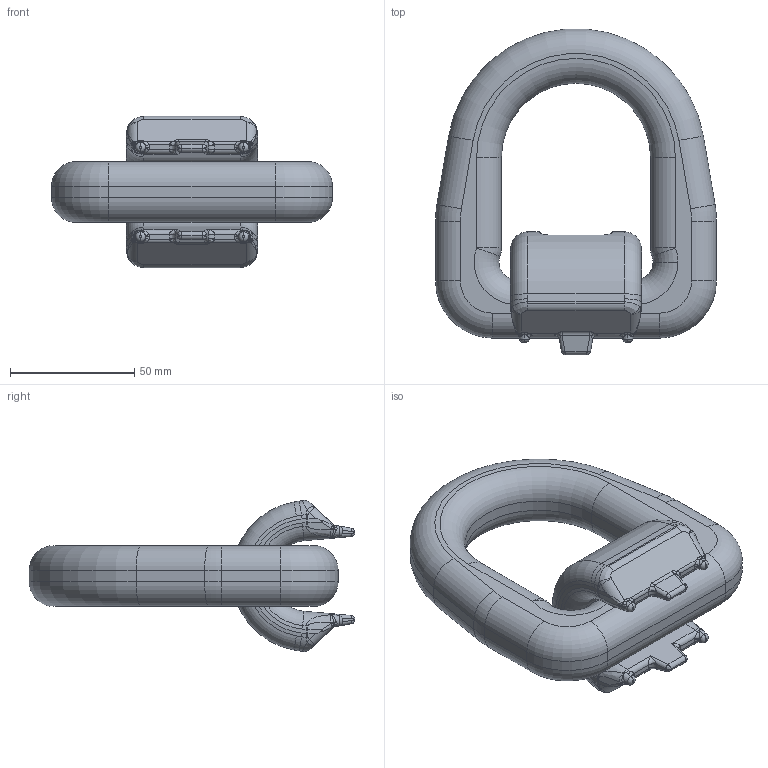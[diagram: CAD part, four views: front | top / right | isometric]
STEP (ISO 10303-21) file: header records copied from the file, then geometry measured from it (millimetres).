
FILE_DESCRIPTION (( 'STEP AP203' ), '1' );
FILE_NAME ('Baugr_APAS_6,7_Stepversion.STEP', '2024-07-11T12:25:56', ( '' ), ( '' ), 'SwSTEP 2.0', 'SolidWorks 2024', '' );
FILE_SCHEMA (( 'CONFIG_CONTROL_DESIGN' ));
Length unit declared in the file: millimetre
Products named in the file (3): Baugr_APAS_6,7_Stepversion; APS6_7Bock_APAS6,7Bock_ohneBrahm; APAS6,7_Stepversion_Standard<Wie bearbeitet>
Assembly tree (2 placements, depth 2):
  Baugr_APAS_6,7_Stepversion
    APAS6,7_Stepversion_Standard<Wie bearbeitet>
    APS6_7Bock_APAS6,7Bock_ohneBrahm
Bounding box: 113 x 131.07 x 60.85 mm (x, y, z)
Volume: 231691.5 mm3; surface area: 38680.7 mm2
Topology: 2 solids, 2 shells, 361 faces, 854 edges, 482 vertices
Faces by surface type: bspline 130, cylinder 107, plane 58, torus 38, sphere 16, cone 12
Entity records: 13613 total; most frequent: CARTESIAN_POINT 6168, ORIENTED_EDGE 1676, DIRECTION 1344, EDGE_CURVE 838, AXIS2_PLACEMENT_3D 558, VERTEX_POINT 482, EDGE_LOOP 364, ADVANCED_FACE 361
